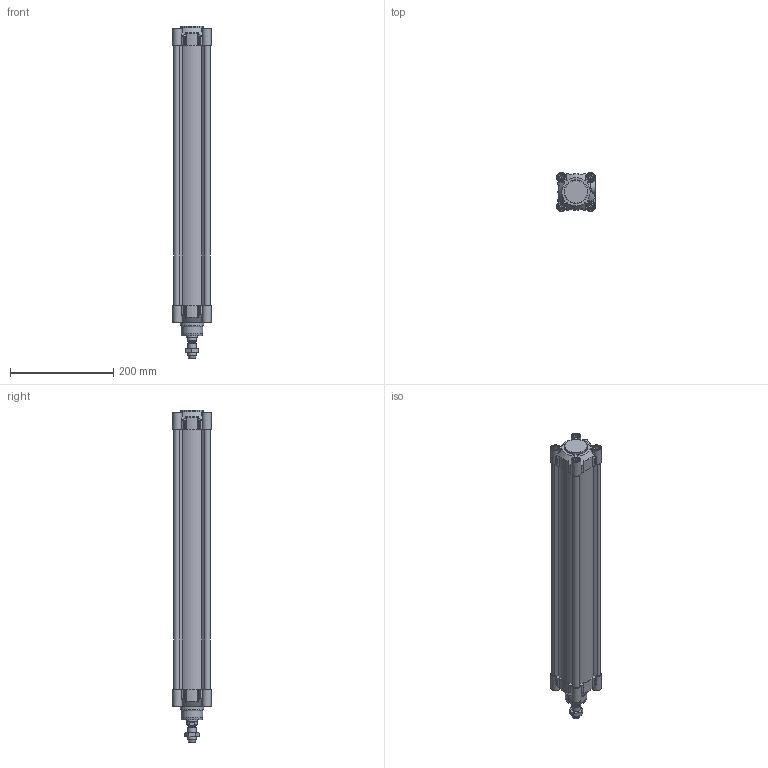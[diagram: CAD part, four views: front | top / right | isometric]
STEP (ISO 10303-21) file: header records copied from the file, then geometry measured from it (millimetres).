
FILE_DESCRIPTION(/* description */ (''),/* implementation_level */ '2;1');
FILE_NAME(/* name */ 'HDM063.450.GS.M.stp',/* time_stamp */ '2021-03-03T16:25:10+01:00',/* author */ ('carlo.corazza'),/* organization */ (''),/* preprocessor_version */ 'ST-DEVELOPER v18.1',/* originating_system */ 'Autodesk Inventor 2020',/* authorisation */ '');
FILE_SCHEMA (('AUTOMOTIVE_DESIGN { 1 0 10303 214 3 1 1 }'));
Length unit declared in the file: millimetre
Products named in the file (6): HDM063.450.GS.M; TP H063; TA H063; CORPO-450; STELO-450; 29.2016.000.0
Assembly tree (5 placements, depth 2):
  HDM063.450.GS.M
    TP H063
    TA H063
    CORPO-450
    STELO-450
    29.2016.000.0
Bounding box: 75 x 75 x 644 mm (x, y, z)
Volume: 1105488 mm3; surface area: 483123.3 mm2
Topology: 5 solids, 20 shells, 1211 faces, 3009 edges, 1890 vertices
Faces by surface type: plane 367, cylinder 288, bspline 282, cone 110, torus 90, sphere 74
Full cylindrical faces by diameter (mm): 3 x2, 3.4 x2, 6.647 x8, 8 x8, 8.3 x8, 9.9 x2, 10 x4, 12 x2, 13 x8, 13.3 x8, 13.5 x1, 14.376 x1, 14.95 x2, 16 x1, 19.5 x1, 20 x2, 20.5 x1, 20.8 x1, 20.847 x1, 24 x1, 30 x2, 42 x1, 45 x2, 63 x2
Entity records: 43397 total; most frequent: CARTESIAN_POINT 14530, ORIENTED_EDGE 5930, DIRECTION 5462, EDGE_CURVE 2965, AXIS2_PLACEMENT_3D 2143, VERTEX_POINT 1890, EDGE_LOOP 1329, FACE_OUTER_BOUND 1211
